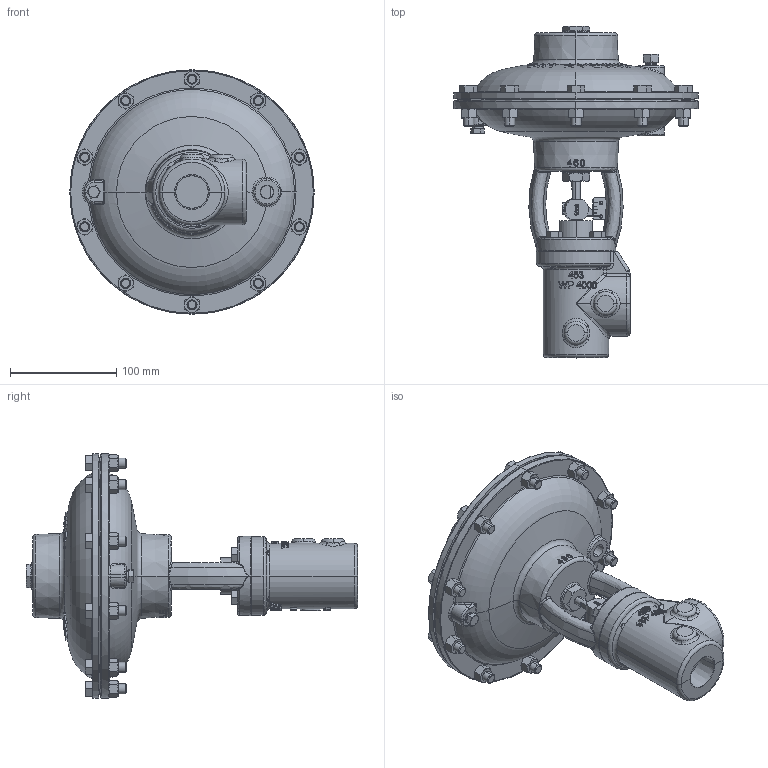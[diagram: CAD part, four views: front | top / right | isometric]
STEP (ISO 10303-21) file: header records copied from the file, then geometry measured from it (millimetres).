
FILE_DESCRIPTION (( 'STEP AP203' ), '1' );
FILE_NAME ('1 INCH HPMV 1400 SMA (EAC).step', '2014-01-24T20:43:52', ( 'PCTech' ), ( 'Microsoft' ), 'SwSTEP 2.0', 'SolidWorks 2013', '' );
FILE_SCHEMA (( 'CONFIG_CONTROL_DESIGN' ));
Length unit declared in the file: inch
Products named in the file (1): 1 INCH HPMV 1400 SMA (EAC)
Bounding box: 230.19 x 312.75 x 230.19 mm (x, y, z)
Volume: 2601757.3 mm3; surface area: 224206.7 mm2
Topology: 2 solids, 2 shells, 2381 faces, 5992 edges, 3768 vertices
Faces by surface type: plane 1052, bspline 512, cone 351, cylinder 296, torus 133, sphere 37
Entity records: 102447 total; most frequent: CARTESIAN_POINT 49892, ORIENTED_EDGE 11964, DIRECTION 9364, EDGE_CURVE 5982, VERTEX_POINT 3768, AXIS2_PLACEMENT_3D 3520, EDGE_LOOP 2590, ADVANCED_FACE 2381
